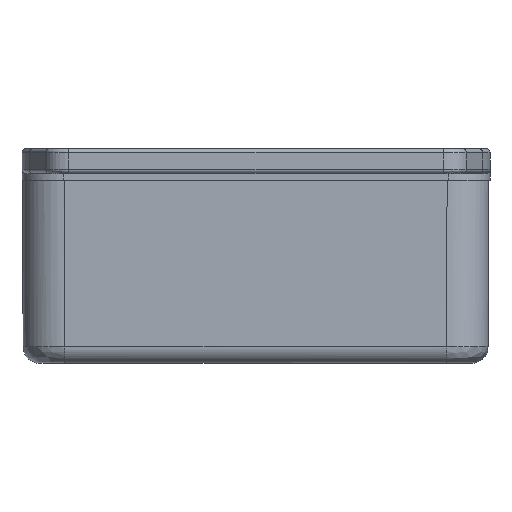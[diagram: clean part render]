
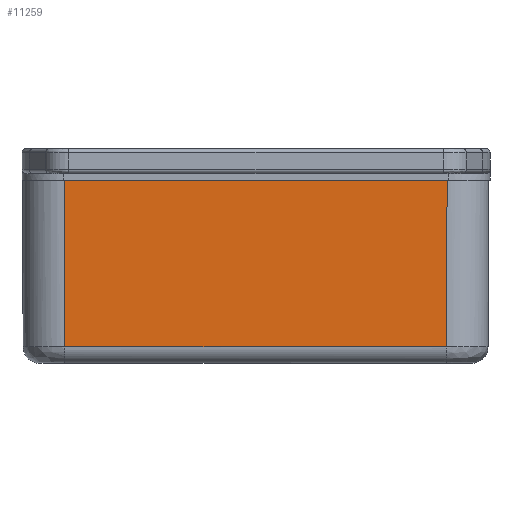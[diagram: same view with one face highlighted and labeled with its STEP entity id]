
A CAD part, front view. The second image highlights one B-rep face of the part: STEP entity #11259.
In plain terms, the highlighted planar face has unit normal (0, -1, -0.004).
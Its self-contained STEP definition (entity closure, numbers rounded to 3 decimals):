
#846 = EDGE_CURVE ( 'NONE', #30597, #17431, #4575, .T. ) ;
#1238 = CARTESIAN_POINT ( 'NONE',  ( -23., -42.4, 0. ) ) ;
#2540 = CARTESIAN_POINT ( 'NONE',  ( -22.913, -42.313, -20.009 ) ) ;
#3405 = PLANE ( 'NONE',  #7389 ) ;
#3594 = CARTESIAN_POINT ( 'NONE',  ( -28., -42.4, 0. ) ) ;
#4575 = LINE ( 'NONE', #46557, #43912 ) ;
#6930 = VECTOR ( 'NONE', #10087, 1000. ) ;
#7389 = AXIS2_PLACEMENT_3D ( 'NONE', #3594, #30176, #7412 ) ;
#7412 = DIRECTION ( 'NONE',  ( 0., 0.004, -1. ) ) ;
#7868 = ORIENTED_EDGE ( 'NONE', *, *, #16368, .F. ) ;
#8313 = LINE ( 'NONE', #46898, #17210 ) ;
#10087 = DIRECTION ( 'NONE',  ( -0.004, 0.004, -1. ) ) ;
#11259 = ADVANCED_FACE ( 'NONE', ( #41981 ), #3405, .T. ) ;
#11390 = CARTESIAN_POINT ( 'NONE',  ( 22.913, -42.313, -20.009 ) ) ;
#12790 = EDGE_CURVE ( 'NONE', #43372, #17431, #8313, .T. ) ;
#15189 = EDGE_LOOP ( 'NONE', ( #15626, #40237, #29906, #7868 ) ) ;
#15626 = ORIENTED_EDGE ( 'NONE', *, *, #42578, .T. ) ;
#16368 = EDGE_CURVE ( 'NONE', #17607, #43372, #36156, .T. ) ;
#17210 = VECTOR ( 'NONE', #27849, 1000. ) ;
#17431 = VERTEX_POINT ( 'NONE', #2540 ) ;
#17607 = VERTEX_POINT ( 'NONE', #35329 ) ;
#21096 = CARTESIAN_POINT ( 'NONE',  ( -28., -42.4, 0. ) ) ;
#24946 = DIRECTION ( 'NONE',  ( -1., 0., 0. ) ) ;
#27849 = DIRECTION ( 'NONE',  ( -1., 0., 0. ) ) ;
#29828 = VECTOR ( 'NONE', #24946, 1000. ) ;
#29906 = ORIENTED_EDGE ( 'NONE', *, *, #12790, .F. ) ;
#30176 = DIRECTION ( 'NONE',  ( 0., -1., -0.004 ) ) ;
#30597 = VERTEX_POINT ( 'NONE', #1238 ) ;
#32902 = CARTESIAN_POINT ( 'NONE',  ( 23., -42.4, -0.1 ) ) ;
#33841 = DIRECTION ( 'NONE',  ( 0.004, 0.004, -1. ) ) ;
#35329 = CARTESIAN_POINT ( 'NONE',  ( 23., -42.4, 0. ) ) ;
#36156 = LINE ( 'NONE', #32902, #6930 ) ;
#40040 = LINE ( 'NONE', #21096, #29828 ) ;
#40237 = ORIENTED_EDGE ( 'NONE', *, *, #846, .T. ) ;
#41981 = FACE_OUTER_BOUND ( 'NONE', #15189, .T. ) ;
#42578 = EDGE_CURVE ( 'NONE', #17607, #30597, #40040, .T. ) ;
#43372 = VERTEX_POINT ( 'NONE', #11390 ) ;
#43912 = VECTOR ( 'NONE', #33841, 1000. ) ;
#46557 = CARTESIAN_POINT ( 'NONE',  ( -23., -42.4, 0. ) ) ;
#46898 = CARTESIAN_POINT ( 'NONE',  ( -14., -42.313, -20.009 ) ) ;
